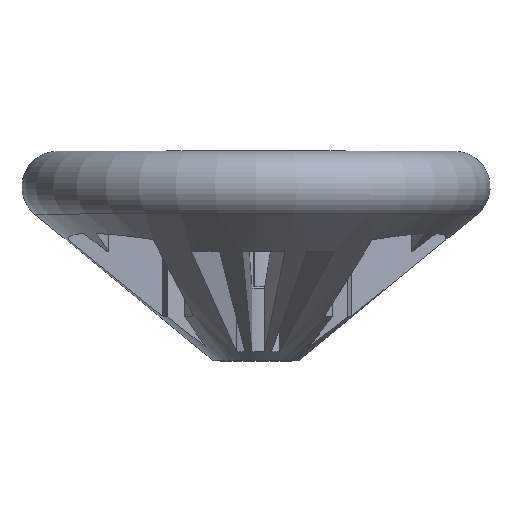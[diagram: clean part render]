
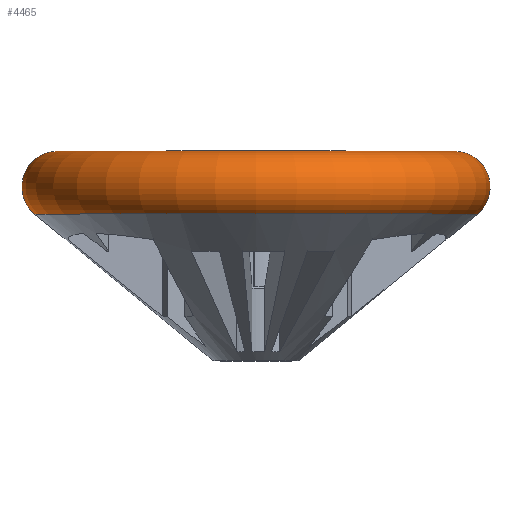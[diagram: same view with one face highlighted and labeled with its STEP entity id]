
A CAD part, top view. The second image highlights one B-rep face of the part: STEP entity #4465.
In plain terms, the highlighted toroidal (fillet/blend) face has major radius 28.422 mm and minor radius 5.08 mm.
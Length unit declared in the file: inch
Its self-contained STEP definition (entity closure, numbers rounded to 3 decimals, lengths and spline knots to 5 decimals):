
#795=CARTESIAN_POINT('',(0.,0.64543,0.));
#796=DIRECTION('',(0.,1.,0.));
#797=DIRECTION('',(-1.,0.,0.));
#798=AXIS2_PLACEMENT_3D('',#795,#796,#797);
#1035=CARTESIAN_POINT('',(-1.11897,0.8,0.));
#1036=DIRECTION('',(0.,0.,1.));
#1037=DIRECTION('',(0.,1.,0.));
#1038=AXIS2_PLACEMENT_3D('',#1035,#1036,#1037);
#1040=CARTESIAN_POINT('',(0.,1.,0.));
#1041=DIRECTION('',(0.,1.,0.));
#1042=DIRECTION('',(-1.,0.,0.));
#1043=AXIS2_PLACEMENT_3D('',#1040,#1041,#1042);
#1221=CARTESIAN_POINT('',(1.11897,0.8,0.));
#1222=DIRECTION('',(0.,0.,-1.));
#1223=DIRECTION('',(0.,1.,0.));
#1224=AXIS2_PLACEMENT_3D('',#1221,#1222,#1223);
#3013=CARTESIAN_POINT('',(-1.11897,1.,0.));
#3014=CARTESIAN_POINT('',(1.11897,1.,0.));
#3015=VERTEX_POINT('',#3013);
#3016=VERTEX_POINT('',#3014);
#3017=CARTESIAN_POINT('',(-1.24589,0.64543,0.));
#3018=CARTESIAN_POINT('',(1.24589,0.64543,0.));
#3019=VERTEX_POINT('',#3017);
#3020=VERTEX_POINT('',#3018);
#4451=CARTESIAN_POINT('',(0.,0.8,0.));
#4452=DIRECTION('',(0.,1.,0.));
#4453=DIRECTION('',(-1.,0.,-0.006));
#4454=AXIS2_PLACEMENT_3D('',#4451,#4452,#4453);
#4455=TOROIDAL_SURFACE('',#4454,1.11897,0.2);
#4457=ORIENTED_EDGE('',*,*,#4456,.T.);
#4459=ORIENTED_EDGE('',*,*,#4458,.T.);
#4460=ORIENTED_EDGE('',*,*,#4369,.F.);
#4462=ORIENTED_EDGE('',*,*,#4461,.F.);
#4463=EDGE_LOOP('',(#4457,#4459,#4460,#4462));
#4464=FACE_OUTER_BOUND('',#4463,.F.);
#4465=ADVANCED_FACE('',(#4464),#4455,.T.);
#799=CIRCLE('',#798,1.24589);
#1039=CIRCLE('',#1038,0.2);
#1044=CIRCLE('',#1043,1.11897);
#1225=CIRCLE('',#1224,0.2);
#4369=EDGE_CURVE('',#3019,#3020,#799,.T.);
#4456=EDGE_CURVE('',#3015,#3016,#1044,.T.);
#4458=EDGE_CURVE('',#3016,#3020,#1225,.T.);
#4461=EDGE_CURVE('',#3015,#3019,#1039,.T.);
